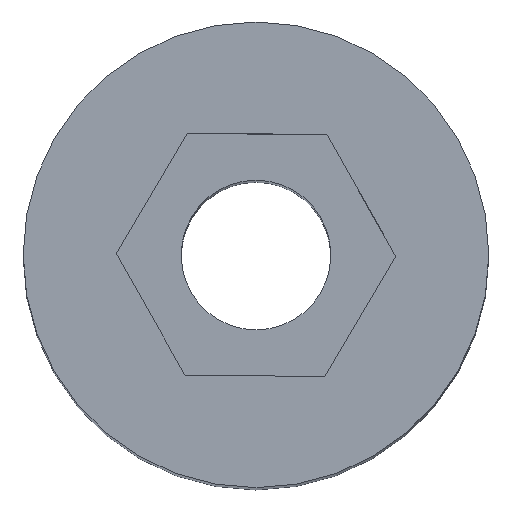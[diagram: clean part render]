
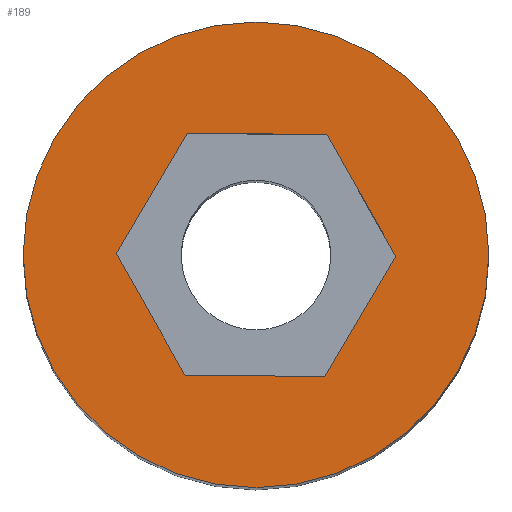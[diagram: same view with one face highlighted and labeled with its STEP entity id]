
A CAD part, top view. The second image highlights one B-rep face of the part: STEP entity #189.
In plain terms, the highlighted planar face has unit normal (0, 0, 1).
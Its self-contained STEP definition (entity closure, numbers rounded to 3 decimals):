
#20=FACE_BOUND('',#50,.T.);
#24=CIRCLE('',#204,7.);
#35=FACE_OUTER_BOUND('',#49,.T.);
#49=EDGE_LOOP('',(#162));
#50=EDGE_LOOP('',(#163,#164,#165,#166,#167,#168));
#53=LINE('',#262,#71);
#57=LINE('',#270,#75);
#60=LINE('',#276,#78);
#63=LINE('',#282,#81);
#66=LINE('',#288,#84);
#69=LINE('',#293,#87);
#71=VECTOR('',#212,10.);
#75=VECTOR('',#218,10.);
#78=VECTOR('',#223,10.);
#81=VECTOR('',#228,10.);
#84=VECTOR('',#233,10.);
#87=VECTOR('',#238,10.);
#89=VERTEX_POINT('',#260);
#90=VERTEX_POINT('',#261);
#93=VERTEX_POINT('',#269);
#95=VERTEX_POINT('',#275);
#97=VERTEX_POINT('',#281);
#99=VERTEX_POINT('',#287);
#103=VERTEX_POINT('',#302);
#105=EDGE_CURVE('',#89,#90,#53,.T.);
#109=EDGE_CURVE('',#93,#89,#57,.T.);
#112=EDGE_CURVE('',#95,#93,#60,.T.);
#115=EDGE_CURVE('',#97,#95,#63,.T.);
#118=EDGE_CURVE('',#99,#97,#66,.T.);
#121=EDGE_CURVE('',#90,#99,#69,.T.);
#125=EDGE_CURVE('',#103,#103,#24,.T.);
#162=ORIENTED_EDGE('',*,*,#125,.T.);
#163=ORIENTED_EDGE('',*,*,#105,.T.);
#164=ORIENTED_EDGE('',*,*,#121,.T.);
#165=ORIENTED_EDGE('',*,*,#118,.T.);
#166=ORIENTED_EDGE('',*,*,#115,.T.);
#167=ORIENTED_EDGE('',*,*,#112,.T.);
#168=ORIENTED_EDGE('',*,*,#109,.T.);
#178=PLANE('',#206);
#189=ADVANCED_FACE('',(#35,#20),#178,.T.);
#204=AXIS2_PLACEMENT_3D('',#303,#250,#251);
#206=AXIS2_PLACEMENT_3D('',#306,#254,#255);
#212=DIRECTION('',(-0.508,-0.861,0.));
#218=DIRECTION('',(0.492,-0.871,0.));
#223=DIRECTION('',(1.,-0.009,0.));
#228=DIRECTION('',(0.508,0.861,0.));
#233=DIRECTION('',(-0.492,0.871,0.));
#238=DIRECTION('',(-1.,0.009,0.));
#250=DIRECTION('center_axis',(0.,0.,1.));
#251=DIRECTION('ref_axis',(1.,0.,0.));
#254=DIRECTION('center_axis',(0.,0.,1.));
#255=DIRECTION('ref_axis',(1.,0.,0.));
#260=CARTESIAN_POINT('',(4.2,-0.038,40.));
#261=CARTESIAN_POINT('',(2.067,-3.656,40.));
#262=CARTESIAN_POINT('',(3.667,-0.943,40.));
#269=CARTESIAN_POINT('',(2.133,3.618,40.));
#270=CARTESIAN_POINT('',(2.65,2.704,40.));
#275=CARTESIAN_POINT('',(-2.067,3.656,40.));
#276=CARTESIAN_POINT('',(-1.017,3.647,40.));
#281=CARTESIAN_POINT('',(-4.2,0.038,40.));
#282=CARTESIAN_POINT('',(-3.667,0.943,40.));
#287=CARTESIAN_POINT('',(-2.133,-3.618,40.));
#288=CARTESIAN_POINT('',(-2.65,-2.704,40.));
#293=CARTESIAN_POINT('',(1.017,-3.647,40.));
#302=CARTESIAN_POINT('',(-7.,0.,40.));
#303=CARTESIAN_POINT('Origin',(0.,0.,40.));
#306=CARTESIAN_POINT('Origin',(0.,0.,40.));
